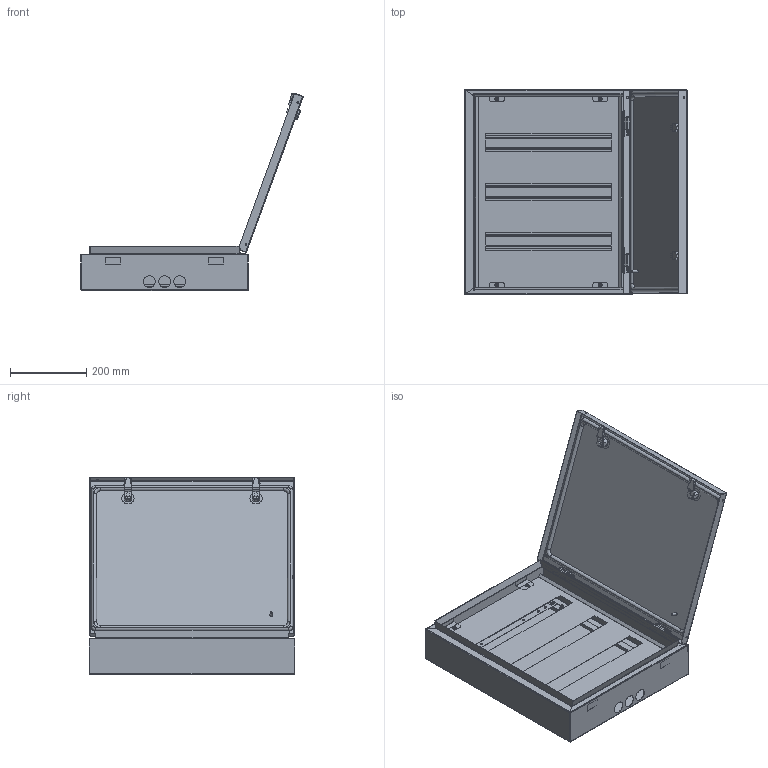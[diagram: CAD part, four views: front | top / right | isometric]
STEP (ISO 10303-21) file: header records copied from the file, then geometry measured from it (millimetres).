
FILE_DESCRIPTION (( 'STEP AP203' ), '1' );
FILE_NAME ('MKM11-N-54-54-Z TITAN 3 Êîðïóñ ìåòàëëè÷åñêèé ÙÐí-54 (540õ440õ120) IP54 IEK.STEP', '2023-12-18T12:02:01', ( '' ), ( '' ), 'SwSTEP 2.0', 'SolidWorks 2022', '' );
FILE_SCHEMA (( 'CONFIG_CONTROL_DESIGN' ));
Length unit declared in the file: millimetre
Products named in the file (22): Заклёпка вытяж. полукруглая__4.8x2; КИВА 025.00.01_025.00.01-04 ; КИВА 025.06.00СБ_025.06.00-04 (ЩРн-54); КИВА 325.01.00СБ_025.01.00-04 (ЩРн-54); Замок MS 705-III; 705.021 Полупетля; MKM11-N-54-54-Z TITAN 3 Корпус металлический ЩРн-54 (540х440х120) IP54 IEK; КИВА 025.02.00СБ_025.02.00-04 (ЩРн-54); IEK 701.002_-01; КИВА 025.02.01_025.02.01-04 (ЩРн-54); Гайка фланцевая DIN 6923_М6; IEK 705.023 Ось_4; КИВА 325.01.01_025.01.01-04 (ЩРн-54); Шпилька резьбовая М(DxL) PT DIN EN ISO 13918_6х16; КИВА 025.06.01_025.06.01-02; IEK 702.001_702.001-05; КИВА 025.06.02_025.06.02-01; 705.024 Колпачок_Деформация под ось; Шпилька резьбовая М(DxL) PT DIN EN ISO 13918_6х20; Винт резьбовыдавливающий М4x8_-00; IEK 705022 Стойка петли_1,5 мм; Sealing Profile^КИВА 025.02.00СБ_025.02.00-04 (ЩРн-54)
Assembly tree (56 placements, depth 3):
  MKM11-N-54-54-Z TITAN 3 Корпус металлический ЩРн-54 (540х440х120) IP54 IEK
    КИВА 325.01.00СБ_025.01.00-04 (ЩРн-54)
      КИВА 325.01.01_025.01.01-04 (ЩРн-54)
      IEK 701.002_-01  x4
      IEK 705022 Стойка петли_1,5 мм  x2
      Заклёпка вытяж. полукруглая__4.8x2  x4
      Шпилька резьбовая М(DxL) PT DIN EN ISO 13918_6х20  x5
    КИВА 025.06.00СБ_025.06.00-04 (ЩРн-54)
      КИВА 025.06.01_025.06.01-02  x2
      КИВА 025.06.02_025.06.02-01  x2
      IEK 702.001_702.001-05  x3
      Винт резьбовыдавливающий М4x8_-00  x10
    КИВА 025.00.01_025.00.01-04 
    КИВА 025.02.00СБ_025.02.00-04 (ЩРн-54)
      КИВА 025.02.01_025.02.01-04 (ЩРн-54)
      Sealing Profile^КИВА 025.02.00СБ_025.02.00-04 (ЩРн-54)
      705.021 Полупетля  x2
      Замок MS 705-III  x2
      Шпилька резьбовая М(DxL) PT DIN EN ISO 13918_6х16
    Винт резьбовыдавливающий М4x8_-00  x4
    Гайка фланцевая DIN 6923_М6  x4
    IEK 705.023 Ось_4  x2
    705.024 Колпачок_Деформация под ось  x2
Bounding box: 584.45 x 540 x 518.82 mm (x, y, z)
Volume: 1172446.6 mm3; surface area: 2173348.1 mm2
Topology: 55 solids, 55 shells, 1412 faces, 3293 edges, 2071 vertices
Faces by surface type: plane 846, cylinder 401, bspline 54, torus 52, cone 41, sphere 18
Full cylindrical faces by diameter (mm): 1 x6, 2.16 x4, 3 x4, 3.4 x14, 4 x26, 4.2 x6, 4.3 x2, 4.8 x8, 5.2 x4, 5.5 x4, 6 x8, 6.2 x16, 6.5 x4, 7.2 x4, 7.5 x6, 8 x4, 8.2 x4, 10 x14, 14.2 x4, 16 x2, 31 x3
Entity records: 21221 total; most frequent: CARTESIAN_POINT 4468, DIRECTION 2819, ORIENTED_EDGE 2576, EDGE_CURVE 1288, AXIS2_PLACEMENT_3D 1004, EDGE_LOOP 817, VERTEX_POINT 815, VECTOR 811
